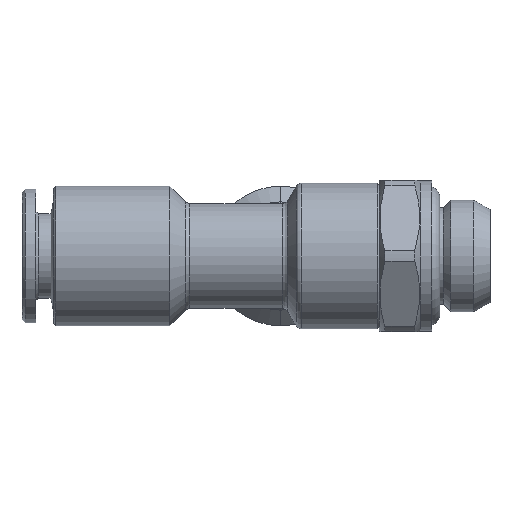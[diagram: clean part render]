
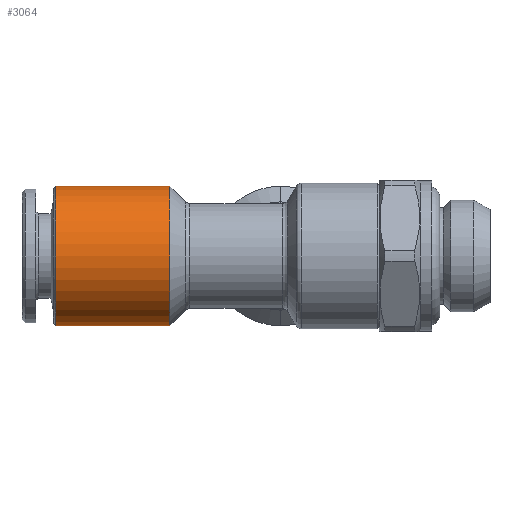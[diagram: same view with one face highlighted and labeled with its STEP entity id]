
A CAD part, left-side view. The second image highlights one B-rep face of the part: STEP entity #3064.
In plain terms, the highlighted cylindrical face has radius 6 mm (diameter 12 mm), a partial arc.
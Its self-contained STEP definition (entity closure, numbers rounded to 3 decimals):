
#145 = CARTESIAN_POINT ( 'NONE',  ( 0., 9.5, -6. ) ) ;
#146 = CARTESIAN_POINT ( 'NONE',  ( 0., 9.5, 6. ) ) ;
#870 = CARTESIAN_POINT ( 'NONE',  ( 0., 19.3, -6. ) ) ;
#897 = DIRECTION ( 'NONE',  ( 0., -1., 0. ) ) ;
#898 = CARTESIAN_POINT ( 'NONE',  ( 0., -2.435, 6. ) ) ;
#899 = LINE ( 'NONE', #898, #930 ) ;
#930 = VECTOR ( 'NONE', #897, 1000. ) ;
#939 = DIRECTION ( 'NONE',  ( 0., -1., 0. ) ) ;
#940 = VECTOR ( 'NONE', #939, 1000. ) ;
#941 = CARTESIAN_POINT ( 'NONE',  ( 0., -2.435, -6. ) ) ;
#942 = LINE ( 'NONE', #941, #940 ) ;
#943 = CARTESIAN_POINT ( 'NONE',  ( 0., 19.3, 6. ) ) ;
#990 = FACE_OUTER_BOUND ( 'NONE', #3079, .T. ) ;
#992 = AXIS2_PLACEMENT_3D ( 'NONE', #1002, #1008, #1048 ) ;
#993 = CYLINDRICAL_SURFACE ( 'NONE', #992, 6. ) ;
#1002 = CARTESIAN_POINT ( 'NONE',  ( 0., -2.435, 0. ) ) ;
#1008 = DIRECTION ( 'NONE',  ( 0., -1., 0. ) ) ;
#1048 = DIRECTION ( 'NONE',  ( 0., 0., -1. ) ) ;
#1390 = AXIS2_PLACEMENT_3D ( 'NONE', #1409, #1399, #1395 ) ;
#1393 = CIRCLE ( 'NONE', #1390, 6. ) ;
#1395 = DIRECTION ( 'NONE',  ( 0., 0., -1. ) ) ;
#1399 = DIRECTION ( 'NONE',  ( 0., -1., 0. ) ) ;
#1409 = CARTESIAN_POINT ( 'NONE',  ( 0., 19.3, 0. ) ) ;
#1821 = AXIS2_PLACEMENT_3D ( 'NONE', #1827, #1848, #1854 ) ;
#1827 = CARTESIAN_POINT ( 'NONE',  ( 0., 9.5, 0. ) ) ;
#1848 = DIRECTION ( 'NONE',  ( 0., 1., 0. ) ) ;
#1854 = DIRECTION ( 'NONE',  ( 0., 0., 1. ) ) ;
#1858 = CIRCLE ( 'NONE', #1821, 6. ) ;
#2765 = VERTEX_POINT ( 'NONE', #146 ) ;
#2766 = VERTEX_POINT ( 'NONE', #145 ) ;
#3064 = ADVANCED_FACE ( 'NONE', ( #990 ), #993, .T. ) ;
#3065 = ORIENTED_EDGE ( 'NONE', *, *, #3361, .T. ) ;
#3067 = ORIENTED_EDGE ( 'NONE', *, *, #3329, .F. ) ;
#3068 = ORIENTED_EDGE ( 'NONE', *, *, #3140, .T. ) ;
#3079 = EDGE_LOOP ( 'NONE', ( #3067, #3068, #3065, #3173 ) ) ;
#3140 = EDGE_CURVE ( 'NONE', #3394, #3395, #1393, .T. ) ;
#3173 = ORIENTED_EDGE ( 'NONE', *, *, #3174, .T. ) ;
#3174 = EDGE_CURVE ( 'NONE', #2766, #2765, #1858, .T. ) ;
#3329 = EDGE_CURVE ( 'NONE', #3394, #2765, #899, .T. ) ;
#3361 = EDGE_CURVE ( 'NONE', #3395, #2766, #942, .T. ) ;
#3394 = VERTEX_POINT ( 'NONE', #943 ) ;
#3395 = VERTEX_POINT ( 'NONE', #870 ) ;
